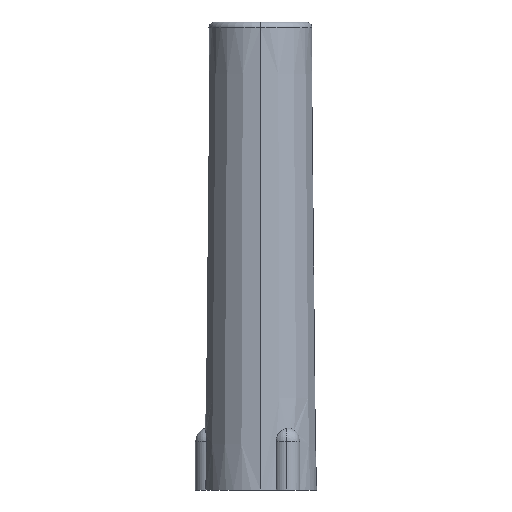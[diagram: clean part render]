
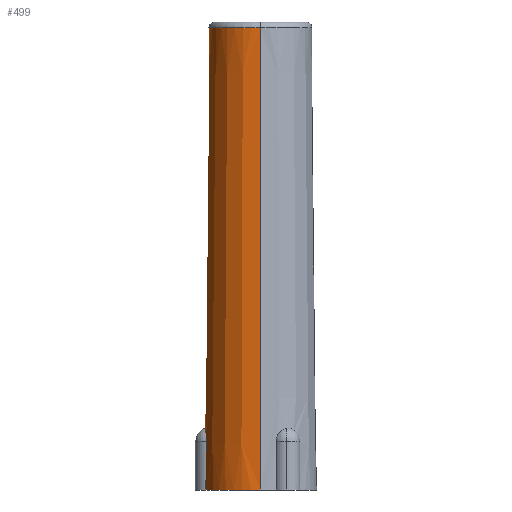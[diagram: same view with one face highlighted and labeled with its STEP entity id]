
A CAD part, left-side view. The second image highlights one B-rep face of the part: STEP entity #499.
In plain terms, the highlighted conical face has half-angle 0.578 degrees and reference radius 9.525 mm.
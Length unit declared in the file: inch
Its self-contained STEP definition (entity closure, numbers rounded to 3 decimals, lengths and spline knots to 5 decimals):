
#17 = EDGE_CURVE ( 'NONE', #114, #472, #146, .T. ) ;
#39 = CARTESIAN_POINT ( 'NONE',  ( -0.375, 0., -3.125 ) ) ;
#46 = EDGE_CURVE ( 'NONE', #71, #104, #899, .T. ) ;
#71 = VERTEX_POINT ( 'NONE', #986 ) ;
#81 = DIRECTION ( 'NONE',  ( 1., 0., 0. ) ) ;
#95 = EDGE_CURVE ( 'NONE', #404, #71, #517, .T. ) ;
#104 = VERTEX_POINT ( 'NONE', #281 ) ;
#107 = CIRCLE ( 'NONE', #283, 0.3439 ) ;
#114 = VERTEX_POINT ( 'NONE', #959 ) ;
#123 = CARTESIAN_POINT ( 'NONE',  ( -0.08785, 0.36457, -3.125 ) ) ;
#132 = CARTESIAN_POINT ( 'NONE',  ( 0.375, 0., -3.125 ) ) ;
#143 = DIRECTION ( 'NONE',  ( 0.01, 0., -1. ) ) ;
#146 = LINE ( 'NONE', #132, #893 ) ;
#242 = CARTESIAN_POINT ( 'NONE',  ( -0.08785, 0.36457, -3.125 ) ) ;
#261 = DIRECTION ( 'NONE',  ( 1., 0., 0. ) ) ;
#265 = DIRECTION ( 'NONE',  ( -1., 0., 0. ) ) ;
#280 = CARTESIAN_POINT ( 'NONE',  ( 0., 0., -3.125 ) ) ;
#281 = CARTESIAN_POINT ( 'NONE',  ( -0.08856, 0.36101, -2.79921 ) ) ;
#283 = AXIS2_PLACEMENT_3D ( 'NONE', #724, #1047, #261 ) ;
#315 = VERTEX_POINT ( 'NONE', #123 ) ;
#332 = CARTESIAN_POINT ( 'NONE',  ( -0.08837, 0.36203, -2.89298 ) ) ;
#359 = FACE_OUTER_BOUND ( 'NONE', #364, .T. ) ;
#363 = VECTOR ( 'NONE', #431, 39.37008 ) ;
#364 = EDGE_LOOP ( 'NONE', ( #1172, #1174, #1181, #1163, #1165, #1168, #1171, #1173 ) ) ;
#404 = VERTEX_POINT ( 'NONE', #1094 ) ;
#417 = CARTESIAN_POINT ( 'NONE',  ( -0.08856, 0.36101, -2.79921 ) ) ;
#431 = DIRECTION ( 'NONE',  ( -0.01, 0., -1. ) ) ;
#472 = VERTEX_POINT ( 'NONE', #1152 ) ;
#497 = VERTEX_POINT ( 'NONE', #1169 ) ;
#499 = ADVANCED_FACE ( 'NONE', ( #359 ), #1151, .T. ) ;
#517 = B_SPLINE_CURVE_WITH_KNOTS ( 'NONE', 3,
 ( #966, #965, #964, #963, #961, #948, #946 ),
 .UNSPECIFIED., .F., .F.,
 ( 4, 3, 4 ),
 ( 0., 0.00457, 0.00828 ),
 .UNSPECIFIED. ) ;
#525 = B_SPLINE_CURVE_WITH_KNOTS ( 'NONE', 3,
 ( #417, #778, #1141, #332, #711, #1027, #242 ),
 .UNSPECIFIED., .F., .F.,
 ( 4, 3, 4 ),
 ( 0.00219, 0.00457, 0.01047 ),
 .UNSPECIFIED. ) ;
#589 = CARTESIAN_POINT ( 'NONE',  ( 0., 0., -3.125 ) ) ;
#599 = VERTEX_POINT ( 'NONE', #736 ) ;
#646 = EDGE_CURVE ( 'NONE', #315, #599, #974, .T. ) ;
#670 = DIRECTION ( 'NONE',  ( 0., 0., 1. ) ) ;
#688 = AXIS2_PLACEMENT_3D ( 'NONE', #589, #898, #81 ) ;
#689 = CIRCLE ( 'NONE', #688, 0.375 ) ;
#711 = CARTESIAN_POINT ( 'NONE',  ( -0.08821, 0.36287, -2.97032 ) ) ;
#724 = CARTESIAN_POINT ( 'NONE',  ( 0., 0., -0.0396 ) ) ;
#728 = CARTESIAN_POINT ( 'NONE',  ( 0., 0., -3.125 ) ) ;
#736 = CARTESIAN_POINT ( 'NONE',  ( -0.375, 0., -3.125 ) ) ;
#778 = CARTESIAN_POINT ( 'NONE',  ( -0.0885, 0.36135, -2.83047 ) ) ;
#893 = VECTOR ( 'NONE', #143, 39.37008 ) ;
#898 = DIRECTION ( 'NONE',  ( 0., 0., 1. ) ) ;
#899 = B_SPLINE_CURVE_WITH_KNOTS ( 'NONE', 3,
 ( #1099, #1079, #1077, #1075, #1073, #1070, #1067, #1065, #1064, #1062, #1060, #1054, #1052, #1051, #1050, #1048, #1044, #1042, #1041, #1040, #1038, #1035, #1033, #1032, #1030, #1028, #1023, #1020, #1019, #1018 ),
 .UNSPECIFIED., .F., .F.,
 ( 4, 2, 2, 2, 2, 2, 2, 2, 2, 2, 2, 2, 2, 2, 4 ),
 ( 0., 0.00044, 0.00087, 0.00131, 0.00174, 0.00261, 0.00305, 0.00349, 0.00392, 0.00436, 0.00523, 0.00566, 0.0061, 0.00654, 0.00697 ),
 .UNSPECIFIED. ) ;
#920 = LINE ( 'NONE', #39, #363 ) ;
#934 = EDGE_CURVE ( 'NONE', #104, #315, #525, .T. ) ;
#946 = CARTESIAN_POINT ( 'NONE',  ( 0.08856, 0.36101, -2.79921 ) ) ;
#947 = DIRECTION ( 'NONE',  ( 1., 0., 0. ) ) ;
#948 = CARTESIAN_POINT ( 'NONE',  ( 0.08847, 0.36154, -2.84781 ) ) ;
#951 = AXIS2_PLACEMENT_3D ( 'NONE', #280, #670, #947 ) ;
#959 = CARTESIAN_POINT ( 'NONE',  ( 0.3439, 0., -0.0396 ) ) ;
#961 = CARTESIAN_POINT ( 'NONE',  ( 0.08837, 0.36207, -2.89642 ) ) ;
#963 = CARTESIAN_POINT ( 'NONE',  ( 0.08826, 0.3626, -2.94502 ) ) ;
#964 = CARTESIAN_POINT ( 'NONE',  ( 0.08813, 0.36325, -3.00501 ) ) ;
#965 = CARTESIAN_POINT ( 'NONE',  ( 0.08799, 0.36391, -3.06501 ) ) ;
#966 = CARTESIAN_POINT ( 'NONE',  ( 0.08785, 0.36457, -3.125 ) ) ;
#974 = CIRCLE ( 'NONE', #951, 0.375 ) ;
#986 = CARTESIAN_POINT ( 'NONE',  ( 0.08856, 0.36101, -2.79921 ) ) ;
#988 = EDGE_CURVE ( 'NONE', #497, #599, #920, .T. ) ;
#1010 = EDGE_CURVE ( 'NONE', #497, #114, #107, .T. ) ;
#1018 = CARTESIAN_POINT ( 'NONE',  ( -0.08856, 0.36101, -2.79921 ) ) ;
#1019 = CARTESIAN_POINT ( 'NONE',  ( -0.08858, 0.36095, -2.79349 ) ) ;
#1020 = CARTESIAN_POINT ( 'NONE',  ( -0.08799, 0.36103, -2.78768 ) ) ;
#1023 = CARTESIAN_POINT ( 'NONE',  ( -0.08569, 0.36147, -2.77643 ) ) ;
#1027 = CARTESIAN_POINT ( 'NONE',  ( -0.08804, 0.36372, -3.04766 ) ) ;
#1028 = CARTESIAN_POINT ( 'NONE',  ( -0.08399, 0.36182, -2.77099 ) ) ;
#1030 = CARTESIAN_POINT ( 'NONE',  ( -0.07948, 0.36273, -2.76046 ) ) ;
#1032 = CARTESIAN_POINT ( 'NONE',  ( -0.07666, 0.36329, -2.75537 ) ) ;
#1033 = CARTESIAN_POINT ( 'NONE',  ( -0.07018, 0.3645, -2.74603 ) ) ;
#1035 = CARTESIAN_POINT ( 'NONE',  ( -0.06649, 0.36516, -2.74171 ) ) ;
#1038 = CARTESIAN_POINT ( 'NONE',  ( -0.05406, 0.36715, -2.72978 ) ) ;
#1040 = CARTESIAN_POINT ( 'NONE',  ( -0.04434, 0.36845, -2.72359 ) ) ;
#1041 = CARTESIAN_POINT ( 'NONE',  ( -0.02828, 0.36985, -2.71726 ) ) ;
#1042 = CARTESIAN_POINT ( 'NONE',  ( -0.02279, 0.37022, -2.71568 ) ) ;
#1044 = CARTESIAN_POINT ( 'NONE',  ( -0.01156, 0.37072, -2.71355 ) ) ;
#1047 = DIRECTION ( 'NONE',  ( 0., 0., -1. ) ) ;
#1048 = CARTESIAN_POINT ( 'NONE',  ( -0.00575, 0.37085, -2.713 ) ) ;
#1050 = CARTESIAN_POINT ( 'NONE',  ( 0.00573, 0.37085, -2.713 ) ) ;
#1051 = CARTESIAN_POINT ( 'NONE',  ( 0.01143, 0.37072, -2.71353 ) ) ;
#1052 = CARTESIAN_POINT ( 'NONE',  ( 0.0227, 0.37022, -2.71565 ) ) ;
#1054 = CARTESIAN_POINT ( 'NONE',  ( 0.0283, 0.36985, -2.71727 ) ) ;
#1057 = DIRECTION ( 'NONE',  ( 0., 0., -1. ) ) ;
#1060 = CARTESIAN_POINT ( 'NONE',  ( 0.04422, 0.36846, -2.72355 ) ) ;
#1062 = CARTESIAN_POINT ( 'NONE',  ( 0.0541, 0.36715, -2.72982 ) ) ;
#1064 = CARTESIAN_POINT ( 'NONE',  ( 0.06641, 0.36517, -2.74162 ) ) ;
#1065 = CARTESIAN_POINT ( 'NONE',  ( 0.07017, 0.3645, -2.74602 ) ) ;
#1067 = CARTESIAN_POINT ( 'NONE',  ( 0.07669, 0.36328, -2.75543 ) ) ;
#1070 = CARTESIAN_POINT ( 'NONE',  ( 0.07945, 0.36273, -2.76041 ) ) ;
#1073 = CARTESIAN_POINT ( 'NONE',  ( 0.08397, 0.36182, -2.77094 ) ) ;
#1075 = CARTESIAN_POINT ( 'NONE',  ( 0.08571, 0.36147, -2.7765 ) ) ;
#1077 = CARTESIAN_POINT ( 'NONE',  ( 0.088, 0.36103, -2.78771 ) ) ;
#1079 = CARTESIAN_POINT ( 'NONE',  ( 0.08858, 0.36095, -2.79341 ) ) ;
#1094 = CARTESIAN_POINT ( 'NONE',  ( 0.08785, 0.36457, -3.125 ) ) ;
#1099 = CARTESIAN_POINT ( 'NONE',  ( 0.08856, 0.36101, -2.79921 ) ) ;
#1141 = CARTESIAN_POINT ( 'NONE',  ( -0.08844, 0.36169, -2.86172 ) ) ;
#1150 = AXIS2_PLACEMENT_3D ( 'NONE', #728, #1057, #265 ) ;
#1151 = CONICAL_SURFACE ( 'NONE', #1150, 0.375, 0.01 ) ;
#1152 = CARTESIAN_POINT ( 'NONE',  ( 0.375, 0., -3.125 ) ) ;
#1163 = ORIENTED_EDGE ( 'NONE', *, *, #95, .T. ) ;
#1165 = ORIENTED_EDGE ( 'NONE', *, *, #46, .T. ) ;
#1168 = ORIENTED_EDGE ( 'NONE', *, *, #934, .T. ) ;
#1169 = CARTESIAN_POINT ( 'NONE',  ( -0.3439, 0., -0.0396 ) ) ;
#1171 = ORIENTED_EDGE ( 'NONE', *, *, #646, .T. ) ;
#1172 = ORIENTED_EDGE ( 'NONE', *, *, #1010, .T. ) ;
#1173 = ORIENTED_EDGE ( 'NONE', *, *, #988, .F. ) ;
#1174 = ORIENTED_EDGE ( 'NONE', *, *, #17, .T. ) ;
#1181 = ORIENTED_EDGE ( 'NONE', *, *, #1182, .T. ) ;
#1182 = EDGE_CURVE ( 'NONE', #472, #404, #689, .T. ) ;
